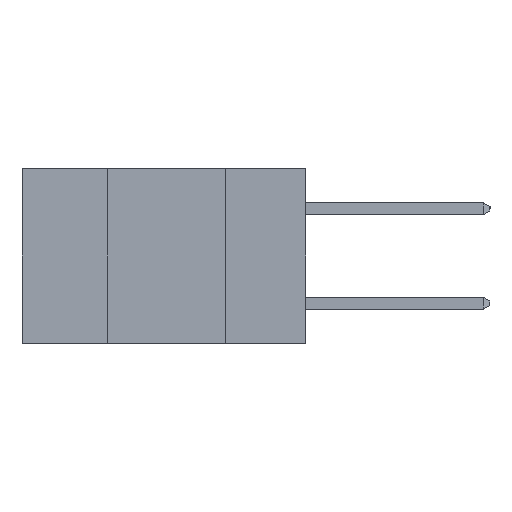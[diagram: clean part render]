
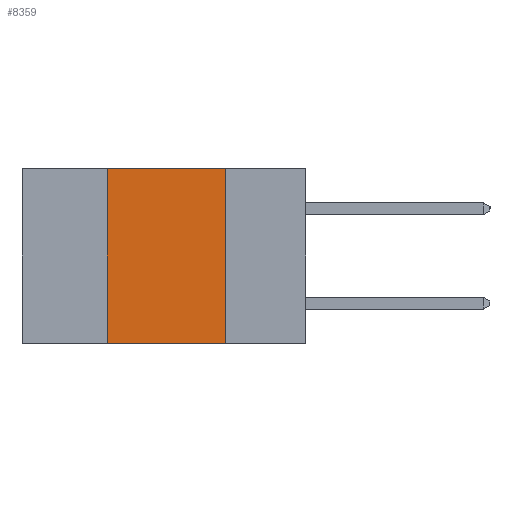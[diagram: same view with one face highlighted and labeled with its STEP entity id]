
A CAD part, left-side view. The second image highlights one B-rep face of the part: STEP entity #8359.
In plain terms, the highlighted planar face has unit normal (-1, 0, 0).
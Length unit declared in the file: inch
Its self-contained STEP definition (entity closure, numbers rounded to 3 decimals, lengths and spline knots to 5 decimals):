
#459 = LINE ( 'NONE', #11277, #8608 ) ;
#562 = DIRECTION ( 'NONE',  ( 0., 0., -1. ) ) ;
#603 = EDGE_CURVE ( 'NONE', #6459, #12474, #459, .T. ) ;
#3798 = PLANE ( 'NONE',  #9542 ) ;
#5473 = DIRECTION ( 'NONE',  ( 0., 0., -1. ) ) ;
#6045 = VERTEX_POINT ( 'NONE', #20297 ) ;
#6078 = DIRECTION ( 'NONE',  ( 0., -1., 0. ) ) ;
#6459 = VERTEX_POINT ( 'NONE', #10596 ) ;
#6910 = EDGE_CURVE ( 'NONE', #6045, #12474, #14849, .T. ) ;
#7849 = VECTOR ( 'NONE', #6078, 39.37008 ) ;
#8021 = DIRECTION ( 'NONE',  ( 0., 0., 1. ) ) ;
#8068 = CARTESIAN_POINT ( 'NONE',  ( 0., 0.17, -0.37 ) ) ;
#8359 = ADVANCED_FACE ( 'NONE', ( #19915 ), #3798, .F. ) ;
#8486 = CARTESIAN_POINT ( 'NONE',  ( 0., 0.42, 0. ) ) ;
#8608 = VECTOR ( 'NONE', #17935, 39.37008 ) ;
#8690 = CARTESIAN_POINT ( 'NONE',  ( 0., 0.17, -0.37 ) ) ;
#8966 = LINE ( 'NONE', #10942, #7849 ) ;
#9542 = AXIS2_PLACEMENT_3D ( 'NONE', #16318, #13376, #5473 ) ;
#9686 = ORIENTED_EDGE ( 'NONE', *, *, #603, .T. ) ;
#9854 = ORIENTED_EDGE ( 'NONE', *, *, #6910, .F. ) ;
#10282 = EDGE_CURVE ( 'NONE', #16010, #6045, #8966, .T. ) ;
#10596 = CARTESIAN_POINT ( 'NONE',  ( 0., 0.42, -0.37 ) ) ;
#10942 = CARTESIAN_POINT ( 'NONE',  ( 0., 0.6, 0. ) ) ;
#11096 = ORIENTED_EDGE ( 'NONE', *, *, #10282, .F. ) ;
#11277 = CARTESIAN_POINT ( 'NONE',  ( 0., 0.6, -0.37 ) ) ;
#11542 = EDGE_CURVE ( 'NONE', #6459, #16010, #12698, .T. ) ;
#12474 = VERTEX_POINT ( 'NONE', #8068 ) ;
#12698 = LINE ( 'NONE', #17574, #13132 ) ;
#13132 = VECTOR ( 'NONE', #8021, 39.37008 ) ;
#13376 = DIRECTION ( 'NONE',  ( 1., 0., 0. ) ) ;
#14782 = VECTOR ( 'NONE', #562, 39.37008 ) ;
#14849 = LINE ( 'NONE', #8690, #14782 ) ;
#14942 = ORIENTED_EDGE ( 'NONE', *, *, #11542, .F. ) ;
#16010 = VERTEX_POINT ( 'NONE', #8486 ) ;
#16318 = CARTESIAN_POINT ( 'NONE',  ( 0., 0.6, 0. ) ) ;
#17574 = CARTESIAN_POINT ( 'NONE',  ( 0., 0.42, -0.37 ) ) ;
#17935 = DIRECTION ( 'NONE',  ( 0., -1., 0. ) ) ;
#19760 = EDGE_LOOP ( 'NONE', ( #9854, #11096, #14942, #9686 ) ) ;
#19915 = FACE_OUTER_BOUND ( 'NONE', #19760, .T. ) ;
#20297 = CARTESIAN_POINT ( 'NONE',  ( 0., 0.17, 0. ) ) ;
